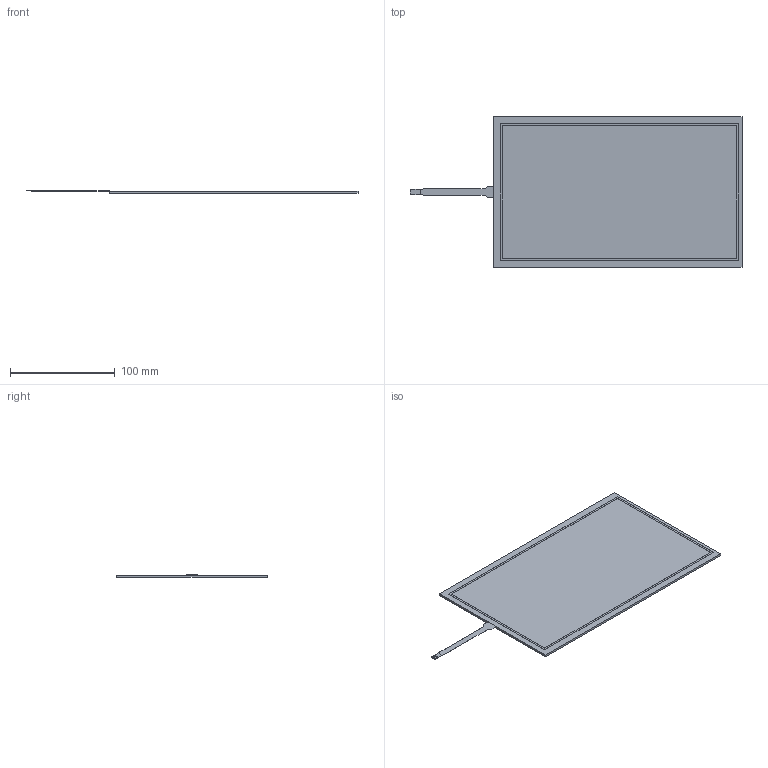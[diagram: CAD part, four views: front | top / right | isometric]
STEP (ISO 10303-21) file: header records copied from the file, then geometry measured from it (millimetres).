
FILE_DESCRIPTION(/* description */ (''),/* implementation_level */ '2;1');
FILE_NAME(/* name */ '',/* time_stamp */ '2025-10-15T13:06:59+09:00',/* author */ ('n-hirata'),/* organization */ (''),/* preprocessor_version */ 'ST-DEVELOPER v20',/* originating_system */ 'Autodesk Inventor 2024',/* authorisation */ '');
FILE_SCHEMA (('AUTOMOTIVE_DESIGN { 1 0 10303 214 3 1 1 }'));
Length unit declared in the file: millimetre
Products named in the file (1): LST-101WC080C-WS (3Dデータ)
Bounding box: 316.27 x 143 x 2.6 mm (x, y, z)
Volume: 70873.4 mm3; surface area: 70341.1 mm2
Topology: 2 solids, 2 shells, 52 faces, 152 edges, 120 vertices
Faces by surface type: plane 46, cylinder 6
Entity records: 1709 total; most frequent: CARTESIAN_POINT 311, ORIENTED_EDGE 276, DIRECTION 256, EDGE_CURVE 138, LINE 126, VECTOR 126, VERTEX_POINT 92, AXIS2_PLACEMENT_3D 65
